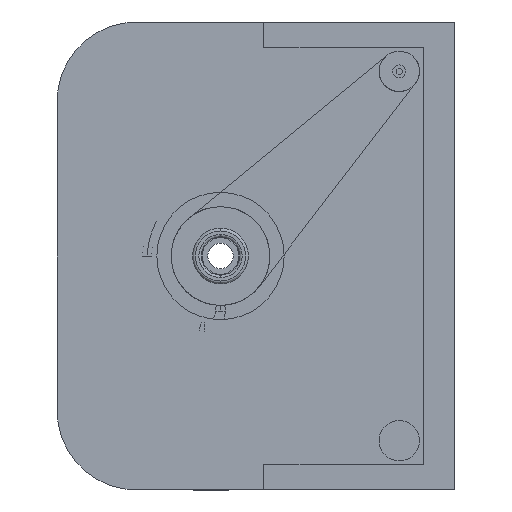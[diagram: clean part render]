
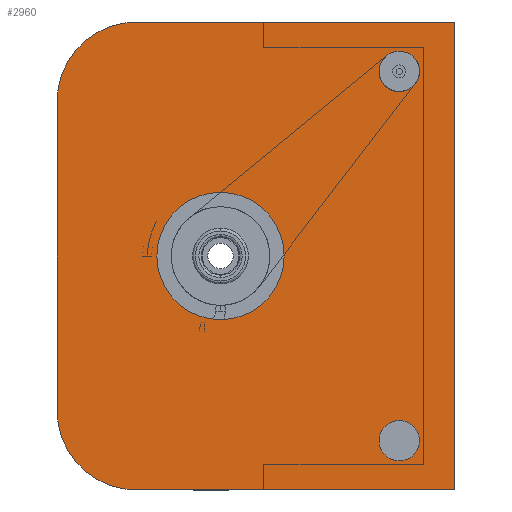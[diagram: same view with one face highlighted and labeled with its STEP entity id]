
A CAD part, left-side view. The second image highlights one B-rep face of the part: STEP entity #2960.
In plain terms, the highlighted planar face has unit normal (-1, 0, 0).
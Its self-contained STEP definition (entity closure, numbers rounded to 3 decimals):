
#12 = FACE_BOUND ( 'NONE', #3402, .T. ) ;
#70 = DIRECTION ( 'NONE',  ( 1., 0., 0. ) ) ;
#134 = AXIS2_PLACEMENT_3D ( 'NONE', #179, #70, #7018 ) ;
#179 = CARTESIAN_POINT ( 'NONE',  ( -79.8, 14.73, 0. ) ) ;
#213 = CARTESIAN_POINT ( 'NONE',  ( -79.8, 14.73, -4. ) ) ;
#215 = ORIENTED_EDGE ( 'NONE', *, *, #1343, .F. ) ;
#225 = ORIENTED_EDGE ( 'NONE', *, *, #7103, .F. ) ;
#293 = DIRECTION ( 'NONE',  ( -1., 0., 0. ) ) ;
#333 = AXIS2_PLACEMENT_3D ( 'NONE', #8514, #1039, #4339 ) ;
#510 = AXIS2_PLACEMENT_3D ( 'NONE', #3727, #5692, #6382 ) ;
#517 = EDGE_LOOP ( 'NONE', ( #3697, #7746, #3014, #6067, #7972, #2914 ) ) ;
#644 = DIRECTION ( 'NONE',  ( 0., 0., -1. ) ) ;
#670 = VERTEX_POINT ( 'NONE', #1683 ) ;
#672 = CIRCLE ( 'NONE', #6536, 1.27 ) ;
#702 = EDGE_CURVE ( 'NONE', #4669, #4845, #3522, .T. ) ;
#895 = DIRECTION ( 'NONE',  ( 0., 0., 1. ) ) ;
#901 = DIRECTION ( 'NONE',  ( 0., 0., 1. ) ) ;
#1039 = DIRECTION ( 'NONE',  ( 1., 0., 0. ) ) ;
#1143 = CIRCLE ( 'NONE', #134, 4. ) ;
#1190 = FACE_BOUND ( 'NONE', #1451, .T. ) ;
#1343 = EDGE_CURVE ( 'NONE', #5141, #2308, #672, .T. ) ;
#1393 = VERTEX_POINT ( 'NONE', #2525 ) ;
#1451 = EDGE_LOOP ( 'NONE', ( #6798, #5355 ) ) ;
#1551 = VERTEX_POINT ( 'NONE', #7721 ) ;
#1602 = CARTESIAN_POINT ( 'NONE',  ( -79.8, 3.5, -12.87 ) ) ;
#1683 = CARTESIAN_POINT ( 'NONE',  ( -79.8, 25., -9.7 ) ) ;
#1784 = CARTESIAN_POINT ( 'NONE',  ( -79.8, 3.5, -11.6 ) ) ;
#1785 = DIRECTION ( 'NONE',  ( 0., -1., 0. ) ) ;
#1883 = CARTESIAN_POINT ( 'NONE',  ( -79.8, 3.5, 12.87 ) ) ;
#2186 = EDGE_CURVE ( 'NONE', #4756, #4643, #8289, .T. ) ;
#2206 = CARTESIAN_POINT ( 'NONE',  ( -79.8, 0., -14.7 ) ) ;
#2283 = VERTEX_POINT ( 'NONE', #3819 ) ;
#2308 = VERTEX_POINT ( 'NONE', #1883 ) ;
#2401 = EDGE_CURVE ( 'NONE', #4732, #3881, #7534, .T. ) ;
#2525 = CARTESIAN_POINT ( 'NONE',  ( -79.8, 20., 14.7 ) ) ;
#2607 = CARTESIAN_POINT ( 'NONE',  ( -79.8, 25., -14.7 ) ) ;
#2617 = ORIENTED_EDGE ( 'NONE', *, *, #2186, .T. ) ;
#2665 = LINE ( 'NONE', #2681, #2877 ) ;
#2681 = CARTESIAN_POINT ( 'NONE',  ( -79.8, 25., 14.7 ) ) ;
#2877 = VECTOR ( 'NONE', #4688, 1000. ) ;
#2914 = ORIENTED_EDGE ( 'NONE', *, *, #2401, .F. ) ;
#2945 = EDGE_CURVE ( 'NONE', #1393, #2283, #3884, .T. ) ;
#2960 = ADVANCED_FACE ( 'NONE', ( #7726, #3658, #1190, #12 ), #7798, .T. ) ;
#3009 = DIRECTION ( 'NONE',  ( -1., 0., 0. ) ) ;
#3014 = ORIENTED_EDGE ( 'NONE', *, *, #8280, .T. ) ;
#3152 = EDGE_LOOP ( 'NONE', ( #225, #215 ) ) ;
#3208 = DIRECTION ( 'NONE',  ( 0., 0., -1. ) ) ;
#3313 = CARTESIAN_POINT ( 'NONE',  ( -79.8, 0., 14.7 ) ) ;
#3355 = CARTESIAN_POINT ( 'NONE',  ( -79.8, 0., 0. ) ) ;
#3382 = LINE ( 'NONE', #2607, #6165 ) ;
#3402 = EDGE_LOOP ( 'NONE', ( #2617, #6684 ) ) ;
#3435 = EDGE_CURVE ( 'NONE', #4845, #4669, #7060, .T. ) ;
#3494 = DIRECTION ( 'NONE',  ( -1., 0., 0. ) ) ;
#3522 = CIRCLE ( 'NONE', #510, 1.27 ) ;
#3579 = DIRECTION ( 'NONE',  ( 0., 0., 1. ) ) ;
#3658 = FACE_BOUND ( 'NONE', #3152, .T. ) ;
#3697 = ORIENTED_EDGE ( 'NONE', *, *, #4290, .F. ) ;
#3727 = CARTESIAN_POINT ( 'NONE',  ( -79.8, 3.5, -11.6 ) ) ;
#3819 = CARTESIAN_POINT ( 'NONE',  ( -79.8, 25., 9.7 ) ) ;
#3881 = VERTEX_POINT ( 'NONE', #2206 ) ;
#3884 = CIRCLE ( 'NONE', #5464, 5. ) ;
#3902 = DIRECTION ( 'NONE',  ( -1., 0., 0. ) ) ;
#4290 = EDGE_CURVE ( 'NONE', #1393, #4732, #2665, .T. ) ;
#4339 = DIRECTION ( 'NONE',  ( 0., 0., -1. ) ) ;
#4521 = DIRECTION ( 'NONE',  ( 0., 0., 1. ) ) ;
#4640 = LINE ( 'NONE', #6557, #5495 ) ;
#4643 = VERTEX_POINT ( 'NONE', #213 ) ;
#4669 = VERTEX_POINT ( 'NONE', #1602 ) ;
#4688 = DIRECTION ( 'NONE',  ( 0., -1., 0. ) ) ;
#4693 = CARTESIAN_POINT ( 'NONE',  ( -79.8, 14.73, 4. ) ) ;
#4732 = VERTEX_POINT ( 'NONE', #3313 ) ;
#4756 = VERTEX_POINT ( 'NONE', #4693 ) ;
#4845 = VERTEX_POINT ( 'NONE', #5972 ) ;
#4851 = VECTOR ( 'NONE', #644, 1000. ) ;
#4868 = CARTESIAN_POINT ( 'NONE',  ( -79.8, 20., -9.7 ) ) ;
#4936 = CARTESIAN_POINT ( 'NONE',  ( -79.8, 3.5, 11.6 ) ) ;
#5017 = EDGE_CURVE ( 'NONE', #670, #1551, #5205, .T. ) ;
#5096 = CARTESIAN_POINT ( 'NONE',  ( -79.8, 25., 0. ) ) ;
#5141 = VERTEX_POINT ( 'NONE', #6293 ) ;
#5158 = EDGE_CURVE ( 'NONE', #4643, #4756, #1143, .T. ) ;
#5205 = CIRCLE ( 'NONE', #5820, 5. ) ;
#5355 = ORIENTED_EDGE ( 'NONE', *, *, #702, .F. ) ;
#5464 = AXIS2_PLACEMENT_3D ( 'NONE', #7116, #293, #901 ) ;
#5495 = VECTOR ( 'NONE', #3208, 1000. ) ;
#5666 = DIRECTION ( 'NONE',  ( 0., 0., 1. ) ) ;
#5685 = DIRECTION ( 'NONE',  ( -1., 0., 0. ) ) ;
#5692 = DIRECTION ( 'NONE',  ( -1., 0., 0. ) ) ;
#5766 = DIRECTION ( 'NONE',  ( 0., 0., 1. ) ) ;
#5820 = AXIS2_PLACEMENT_3D ( 'NONE', #4868, #3494, #3579 ) ;
#5972 = CARTESIAN_POINT ( 'NONE',  ( -79.8, 3.5, -10.33 ) ) ;
#6067 = ORIENTED_EDGE ( 'NONE', *, *, #5017, .T. ) ;
#6165 = VECTOR ( 'NONE', #1785, 1000. ) ;
#6293 = CARTESIAN_POINT ( 'NONE',  ( -79.8, 3.5, 10.33 ) ) ;
#6329 = EDGE_CURVE ( 'NONE', #1551, #3881, #3382, .T. ) ;
#6382 = DIRECTION ( 'NONE',  ( 0., 0., 1. ) ) ;
#6427 = AXIS2_PLACEMENT_3D ( 'NONE', #5096, #3009, #5666 ) ;
#6536 = AXIS2_PLACEMENT_3D ( 'NONE', #6613, #3902, #4521 ) ;
#6557 = CARTESIAN_POINT ( 'NONE',  ( -79.8, 25., 0. ) ) ;
#6613 = CARTESIAN_POINT ( 'NONE',  ( -79.8, 3.5, 11.6 ) ) ;
#6684 = ORIENTED_EDGE ( 'NONE', *, *, #5158, .T. ) ;
#6798 = ORIENTED_EDGE ( 'NONE', *, *, #3435, .F. ) ;
#7018 = DIRECTION ( 'NONE',  ( 0., 0., -1. ) ) ;
#7060 = CIRCLE ( 'NONE', #8632, 1.27 ) ;
#7103 = EDGE_CURVE ( 'NONE', #2308, #5141, #8039, .T. ) ;
#7116 = CARTESIAN_POINT ( 'NONE',  ( -79.8, 20., 9.7 ) ) ;
#7217 = DIRECTION ( 'NONE',  ( -1., 0., 0. ) ) ;
#7534 = LINE ( 'NONE', #3355, #4851 ) ;
#7721 = CARTESIAN_POINT ( 'NONE',  ( -79.8, 20., -14.7 ) ) ;
#7726 = FACE_OUTER_BOUND ( 'NONE', #517, .T. ) ;
#7746 = ORIENTED_EDGE ( 'NONE', *, *, #2945, .T. ) ;
#7798 = PLANE ( 'NONE',  #6427 ) ;
#7972 = ORIENTED_EDGE ( 'NONE', *, *, #6329, .T. ) ;
#8039 = CIRCLE ( 'NONE', #8610, 1.27 ) ;
#8280 = EDGE_CURVE ( 'NONE', #2283, #670, #4640, .T. ) ;
#8289 = CIRCLE ( 'NONE', #333, 4. ) ;
#8514 = CARTESIAN_POINT ( 'NONE',  ( -79.8, 14.73, 0. ) ) ;
#8610 = AXIS2_PLACEMENT_3D ( 'NONE', #4936, #5685, #895 ) ;
#8632 = AXIS2_PLACEMENT_3D ( 'NONE', #1784, #7217, #5766 ) ;
